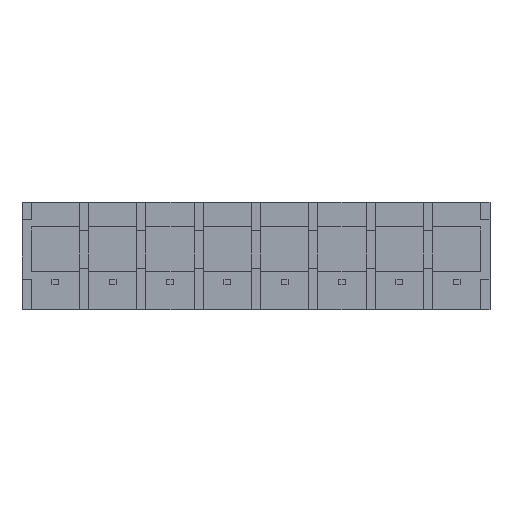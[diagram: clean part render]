
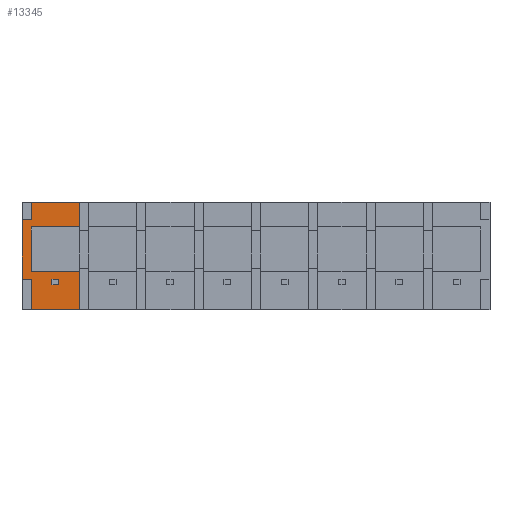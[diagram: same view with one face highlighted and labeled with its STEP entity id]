
A CAD part, front view. The second image highlights one B-rep face of the part: STEP entity #13345.
In plain terms, the highlighted planar face has unit normal (0, -1, 0).
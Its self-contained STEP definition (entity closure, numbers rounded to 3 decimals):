
#1292=DIRECTION('',(-1.,0.,0.));
#1293=VECTOR('',#1292,1.537);
#1294=CARTESIAN_POINT('',(-37.338,-5.842,-2.845));
#1295=LINE('',#1294,#1293);
#1296=DIRECTION('',(0.,0.,-1.));
#1297=VECTOR('',#1296,7.468);
#1298=CARTESIAN_POINT('',(-37.338,-5.842,-4.064));
#1299=LINE('',#1298,#1297);
#1300=DIRECTION('',(-1.,0.,0.));
#1301=VECTOR('',#1300,8.001);
#1302=CARTESIAN_POINT('',(-29.337,-5.842,-11.532));
#1303=LINE('',#1302,#1301);
#1304=DIRECTION('',(1.,0.,0.));
#1305=VECTOR('',#1304,1.537);
#1306=CARTESIAN_POINT('',(-38.875,-5.842,-12.751));
#1307=LINE('',#1306,#1305);
#1308=DIRECTION('',(0.,0.,1.));
#1309=VECTOR('',#1308,9.906);
#1310=CARTESIAN_POINT('',(-38.875,-5.842,-12.751));
#1311=LINE('',#1310,#1309);
#1332=DIRECTION('',(0.,0.,-1.));
#1333=VECTOR('',#1332,0.838);
#1334=CARTESIAN_POINT('',(-33.909,-5.842,-12.789));
#1335=LINE('',#1334,#1333);
#1336=DIRECTION('',(1.,0.,0.));
#1337=VECTOR('',#1336,1.143);
#1338=CARTESIAN_POINT('',(-33.909,-5.842,-13.627));
#1339=LINE('',#1338,#1337);
#1340=DIRECTION('',(0.,0.,1.));
#1341=VECTOR('',#1340,0.838);
#1342=CARTESIAN_POINT('',(-32.766,-5.842,-13.627));
#1343=LINE('',#1342,#1341);
#1344=DIRECTION('',(-1.,0.,0.));
#1345=VECTOR('',#1344,1.143);
#1346=CARTESIAN_POINT('',(-32.766,-5.842,-12.789));
#1347=LINE('',#1346,#1345);
#1524=DIRECTION('',(-1.,0.,0.));
#1525=VECTOR('',#1524,8.001);
#1526=CARTESIAN_POINT('',(-29.337,-5.842,0.));
#1527=LINE('',#1526,#1525);
#2276=DIRECTION('',(0.,0.,-1.));
#2277=VECTOR('',#2276,2.845);
#2278=CARTESIAN_POINT('',(-37.338,-5.842,0.));
#2279=LINE('',#2278,#2277);
#2284=DIRECTION('',(0.,0.,-1.));
#2285=VECTOR('',#2284,5.029);
#2286=CARTESIAN_POINT('',(-37.338,-5.842,-12.751));
#2287=LINE('',#2286,#2285);
#2304=DIRECTION('',(0.,0.,-1.));
#2305=VECTOR('',#2304,6.248);
#2306=CARTESIAN_POINT('',(-29.337,-5.842,-11.532));
#2307=LINE('',#2306,#2305);
#2320=DIRECTION('',(0.,0.,-1.));
#2321=VECTOR('',#2320,4.064);
#2322=CARTESIAN_POINT('',(-29.337,-5.842,0.));
#2323=LINE('',#2322,#2321);
#2852=DIRECTION('',(-1.,0.,0.));
#2853=VECTOR('',#2852,8.001);
#2854=CARTESIAN_POINT('',(-29.337,-5.842,-17.78));
#2855=LINE('',#2854,#2853);
#6665=DIRECTION('',(-1.,0.,0.));
#6666=VECTOR('',#6665,8.001);
#6667=CARTESIAN_POINT('',(-29.337,-5.842,-4.064));
#6668=LINE('',#6667,#6666);
#9843=CARTESIAN_POINT('',(-29.337,-5.842,0.));
#9845=VERTEX_POINT('',#9843);
#9847=CARTESIAN_POINT('',(-37.338,-5.842,0.));
#9849=VERTEX_POINT('',#9847);
#9864=CARTESIAN_POINT('',(-29.337,-5.842,-17.78));
#9866=VERTEX_POINT('',#9864);
#9868=CARTESIAN_POINT('',(-37.338,-5.842,-17.78));
#9870=VERTEX_POINT('',#9868);
#9883=CARTESIAN_POINT('',(-29.337,-5.842,-4.064));
#9885=VERTEX_POINT('',#9883);
#9889=CARTESIAN_POINT('',(-29.337,-5.842,-11.532));
#9890=VERTEX_POINT('',#9889);
#9944=CARTESIAN_POINT('',(-38.875,-5.842,-2.845));
#9946=VERTEX_POINT('',#9944);
#9948=CARTESIAN_POINT('',(-38.875,-5.842,-12.751));
#9950=VERTEX_POINT('',#9948);
#9964=CARTESIAN_POINT('',(-37.338,-5.842,-2.845));
#9966=VERTEX_POINT('',#9964);
#9967=CARTESIAN_POINT('',(-37.338,-5.842,-12.751));
#9968=VERTEX_POINT('',#9967);
#9971=CARTESIAN_POINT('',(-37.338,-5.842,-4.064));
#9972=VERTEX_POINT('',#9971);
#9973=CARTESIAN_POINT('',(-37.338,-5.842,-11.532));
#9974=VERTEX_POINT('',#9973);
#11089=CARTESIAN_POINT('',(-33.909,-5.842,-12.789));
#11090=CARTESIAN_POINT('',(-33.909,-5.842,-13.627));
#11091=VERTEX_POINT('',#11089);
#11092=VERTEX_POINT('',#11090);
#11093=CARTESIAN_POINT('',(-32.766,-5.842,-13.627));
#11094=VERTEX_POINT('',#11093);
#11095=CARTESIAN_POINT('',(-32.766,-5.842,-12.789));
#11096=VERTEX_POINT('',#11095);
#13305=CARTESIAN_POINT('',(-38.875,-5.842,-4.661));
#13306=DIRECTION('',(0.,-1.,0.));
#13307=DIRECTION('',(0.,0.,-1.));
#13308=AXIS2_PLACEMENT_3D('',#13305,#13306,#13307);
#13309=PLANE('',#13308);
#13311=ORIENTED_EDGE('',*,*,#13310,.F.);
#13313=ORIENTED_EDGE('',*,*,#13312,.F.);
#13315=ORIENTED_EDGE('',*,*,#13314,.F.);
#13317=ORIENTED_EDGE('',*,*,#13316,.T.);
#13319=ORIENTED_EDGE('',*,*,#13318,.T.);
#13321=ORIENTED_EDGE('',*,*,#13320,.T.);
#13323=ORIENTED_EDGE('',*,*,#13322,.F.);
#13325=ORIENTED_EDGE('',*,*,#13324,.T.);
#13327=ORIENTED_EDGE('',*,*,#13326,.T.);
#13329=ORIENTED_EDGE('',*,*,#13328,.F.);
#13331=ORIENTED_EDGE('',*,*,#13330,.F.);
#13332=ORIENTED_EDGE('',*,*,#12606,.T.);
#13333=EDGE_LOOP('',(#13311,#13313,#13315,#13317,#13319,#13321,#13323,#13325,
#13327,#13329,#13331,#13332));
#13334=FACE_OUTER_BOUND('',#13333,.F.);
#13336=ORIENTED_EDGE('',*,*,#13335,.T.);
#13338=ORIENTED_EDGE('',*,*,#13337,.T.);
#13340=ORIENTED_EDGE('',*,*,#13339,.T.);
#13342=ORIENTED_EDGE('',*,*,#13341,.T.);
#13343=EDGE_LOOP('',(#13336,#13338,#13340,#13342));
#13344=FACE_BOUND('',#13343,.F.);
#12606=EDGE_CURVE('',#9950,#9946,#1311,.T.);
#13310=EDGE_CURVE('',#9966,#9946,#1295,.T.);
#13312=EDGE_CURVE('',#9849,#9966,#2279,.T.);
#13314=EDGE_CURVE('',#9845,#9849,#1527,.T.);
#13316=EDGE_CURVE('',#9845,#9885,#2323,.T.);
#13318=EDGE_CURVE('',#9885,#9972,#6668,.T.);
#13320=EDGE_CURVE('',#9972,#9974,#1299,.T.);
#13322=EDGE_CURVE('',#9890,#9974,#1303,.T.);
#13324=EDGE_CURVE('',#9890,#9866,#2307,.T.);
#13326=EDGE_CURVE('',#9866,#9870,#2855,.T.);
#13328=EDGE_CURVE('',#9968,#9870,#2287,.T.);
#13330=EDGE_CURVE('',#9950,#9968,#1307,.T.);
#13335=EDGE_CURVE('',#11091,#11092,#1335,.T.);
#13337=EDGE_CURVE('',#11092,#11094,#1339,.T.);
#13339=EDGE_CURVE('',#11094,#11096,#1343,.T.);
#13341=EDGE_CURVE('',#11096,#11091,#1347,.T.);
#13345=ADVANCED_FACE('',(#13334,#13344),#13309,.T.);
